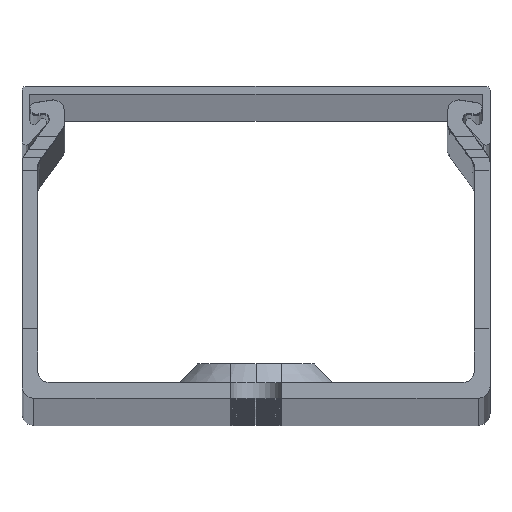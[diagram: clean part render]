
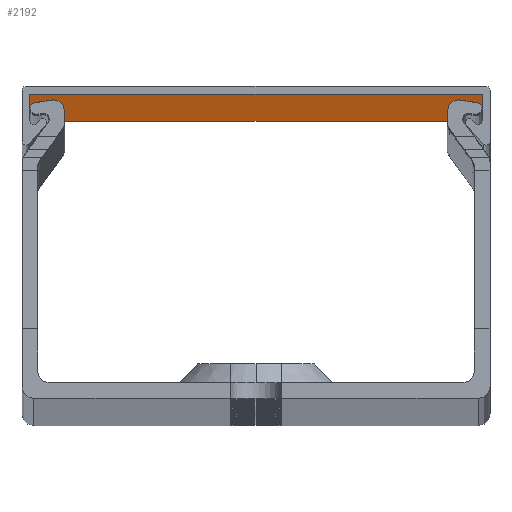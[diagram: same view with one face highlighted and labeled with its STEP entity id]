
A CAD part, top view. The second image highlights one B-rep face of the part: STEP entity #2192.
In plain terms, the highlighted planar face has unit normal (0, -1, 0).
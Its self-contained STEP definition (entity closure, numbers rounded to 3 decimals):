
#36 = EDGE_CURVE ( 'NONE', #15417, #27998, #30673, .T. ) ;
#1044 = LINE ( 'NONE', #22348, #16301 ) ;
#1675 = VERTEX_POINT ( 'NONE', #25144 ) ;
#2192 = ADVANCED_FACE ( 'NONE', ( #31994 ), #5891, .F. ) ;
#3596 = ORIENTED_EDGE ( 'NONE', *, *, #13582, .F. ) ;
#5190 = EDGE_CURVE ( 'NONE', #27998, #1675, #1044, .T. ) ;
#5729 = CARTESIAN_POINT ( 'NONE',  ( 29., 39., 1060.585 ) ) ;
#5891 = PLANE ( 'NONE',  #27916 ) ;
#8462 = DIRECTION ( 'NONE',  ( 0., 0., -1. ) ) ;
#9196 = EDGE_CURVE ( 'NONE', #14029, #15417, #15583, .T. ) ;
#10854 = CARTESIAN_POINT ( 'NONE',  ( -29., 39., 1060.585 ) ) ;
#13582 = EDGE_CURVE ( 'NONE', #14029, #1675, #29764, .T. ) ;
#14029 = VERTEX_POINT ( 'NONE', #20501 ) ;
#14687 = ORIENTED_EDGE ( 'NONE', *, *, #5190, .T. ) ;
#15417 = VERTEX_POINT ( 'NONE', #21337 ) ;
#15583 = LINE ( 'NONE', #21080, #28989 ) ;
#16301 = VECTOR ( 'NONE', #29901, 1000. ) ;
#17433 = ORIENTED_EDGE ( 'NONE', *, *, #9196, .T. ) ;
#19223 = VECTOR ( 'NONE', #33912, 1000. ) ;
#20361 = CARTESIAN_POINT ( 'NONE',  ( -29., 39., 1060.585 ) ) ;
#20501 = CARTESIAN_POINT ( 'NONE',  ( 29., 39., 1000. ) ) ;
#21080 = CARTESIAN_POINT ( 'NONE',  ( -29., 39., 1000. ) ) ;
#21337 = CARTESIAN_POINT ( 'NONE',  ( -29., 39., 1000. ) ) ;
#21657 = EDGE_LOOP ( 'NONE', ( #3596, #17433, #33038, #14687 ) ) ;
#22348 = CARTESIAN_POINT ( 'NONE',  ( -29., 39., -1000. ) ) ;
#24275 = DIRECTION ( 'NONE',  ( -1., 0., 0. ) ) ;
#25144 = CARTESIAN_POINT ( 'NONE',  ( 29., 39., -1000. ) ) ;
#26227 = DIRECTION ( 'NONE',  ( -1., 0., 0. ) ) ;
#27916 = AXIS2_PLACEMENT_3D ( 'NONE', #10854, #31824, #24275 ) ;
#27998 = VERTEX_POINT ( 'NONE', #31982 ) ;
#28233 = VECTOR ( 'NONE', #8462, 1000. ) ;
#28989 = VECTOR ( 'NONE', #26227, 1000. ) ;
#29764 = LINE ( 'NONE', #5729, #28233 ) ;
#29901 = DIRECTION ( 'NONE',  ( 1., 0., 0. ) ) ;
#30673 = LINE ( 'NONE', #20361, #19223 ) ;
#31824 = DIRECTION ( 'NONE',  ( 0., 1., 0. ) ) ;
#31982 = CARTESIAN_POINT ( 'NONE',  ( -29., 39., -1000. ) ) ;
#31994 = FACE_OUTER_BOUND ( 'NONE', #21657, .T. ) ;
#33038 = ORIENTED_EDGE ( 'NONE', *, *, #36, .T. ) ;
#33912 = DIRECTION ( 'NONE',  ( 0., 0., -1. ) ) ;
